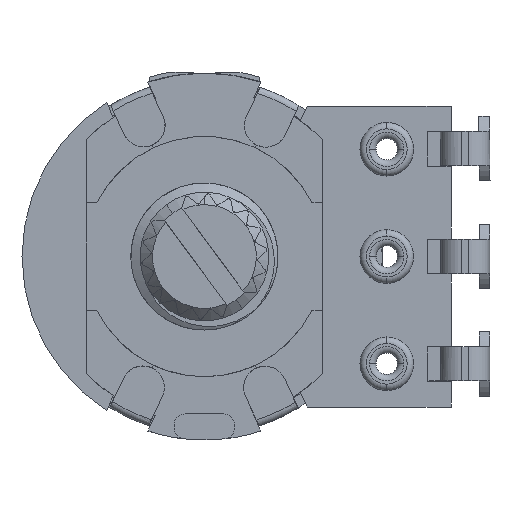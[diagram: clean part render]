
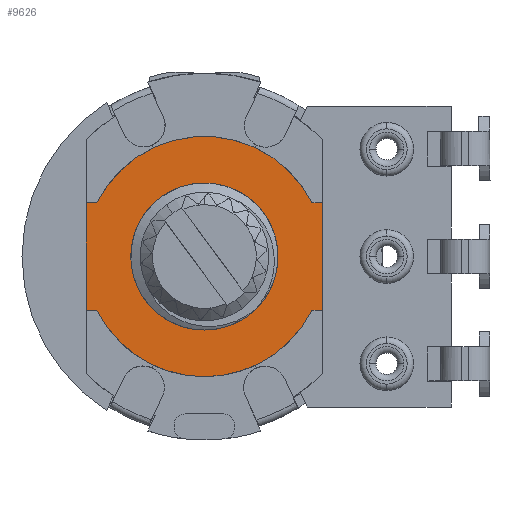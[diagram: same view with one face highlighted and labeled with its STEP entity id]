
A CAD part, front view. The second image highlights one B-rep face of the part: STEP entity #9626.
In plain terms, the highlighted planar face has unit normal (0, -1, 0).
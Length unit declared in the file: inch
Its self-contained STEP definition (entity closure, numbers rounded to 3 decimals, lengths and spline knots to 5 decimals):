
#58 = CARTESIAN_POINT ( 'NONE',  ( 0.21654, 0.34722, -0.33681 ) ) ;
#126 = DIRECTION ( 'NONE',  ( 0., -1., 0. ) ) ;
#776 = DIRECTION ( 'NONE',  ( 1., 0., 0. ) ) ;
#1337 = DIRECTION ( 'NONE',  ( 0., -1., 0. ) ) ;
#1402 = EDGE_CURVE ( 'NONE', #6034, #6398, #10085, .T. ) ;
#1420 = AXIS2_PLACEMENT_3D ( 'NONE', #7698, #126, #11395 ) ;
#1557 = EDGE_LOOP ( 'NONE', ( #14885, #15198, #7326, #9343, #6071, #5639, #13091, #2992, #7782 ) ) ;
#1874 = VERTEX_POINT ( 'NONE', #11699 ) ;
#1936 = CARTESIAN_POINT ( 'NONE',  ( 0.43307, 0.34722, -0.23838 ) ) ;
#2028 = AXIS2_PLACEMENT_3D ( 'NONE', #7476, #11327, #2468 ) ;
#2362 = EDGE_CURVE ( 'NONE', #9530, #10959, #13899, .T. ) ;
#2468 = DIRECTION ( 'NONE',  ( -0.895, 0., -0.446 ) ) ;
#2486 = LINE ( 'NONE', #9428, #11126 ) ;
#2535 = CIRCLE ( 'NONE', #1420, 0.22047 ) ;
#2671 = EDGE_CURVE ( 'NONE', #6034, #11574, #2486, .T. ) ;
#2689 = CARTESIAN_POINT ( 'NONE',  ( 0.21654, 0.34722, -0.55728 ) ) ;
#2776 = DIRECTION ( 'NONE',  ( -0.895, 0., -0.446 ) ) ;
#2822 = EDGE_CURVE ( 'NONE', #6398, #1874, #6993, .T. ) ;
#2853 = CARTESIAN_POINT ( 'NONE',  ( 0., 0.34722, -0.23838 ) ) ;
#2991 = VECTOR ( 'NONE', #6653, 39.37008 ) ;
#2992 = ORIENTED_EDGE ( 'NONE', *, *, #12188, .T. ) ;
#3151 = DIRECTION ( 'NONE',  ( 1., 0., 0. ) ) ;
#3301 = FACE_OUTER_BOUND ( 'NONE', #1557, .T. ) ;
#3406 = DIRECTION ( 'NONE',  ( 0., 1., 0. ) ) ;
#3815 = CARTESIAN_POINT ( 'NONE',  ( 0.21654, 0.34722, -0.33681 ) ) ;
#3825 = VERTEX_POINT ( 'NONE', #5510 ) ;
#3829 = VECTOR ( 'NONE', #4277, 39.37008 ) ;
#4277 = DIRECTION ( 'NONE',  ( -1., 0., 0. ) ) ;
#4511 = EDGE_CURVE ( 'NONE', #13962, #3825, #6792, .T. ) ;
#4585 = CARTESIAN_POINT ( 'NONE',  ( 0.43307, 0.34722, -0.43523 ) ) ;
#4943 = CIRCLE ( 'NONE', #7683, 0.22047 ) ;
#5270 = FACE_BOUND ( 'NONE', #7593, .T. ) ;
#5510 = CARTESIAN_POINT ( 'NONE',  ( 0.21654, 0.34722, -0.47165 ) ) ;
#5639 = ORIENTED_EDGE ( 'NONE', *, *, #10127, .T. ) ;
#5691 = EDGE_CURVE ( 'NONE', #13787, #13502, #4943, .T. ) ;
#5799 = VECTOR ( 'NONE', #776, 39.37008 ) ;
#5888 = CARTESIAN_POINT ( 'NONE',  ( 0.21654, 0.34722, -0.33681 ) ) ;
#6034 = VERTEX_POINT ( 'NONE', #15477 ) ;
#6071 = ORIENTED_EDGE ( 'NONE', *, *, #16172, .F. ) ;
#6398 = VERTEX_POINT ( 'NONE', #15792 ) ;
#6653 = DIRECTION ( 'NONE',  ( 0., 0., -1. ) ) ;
#6696 = CARTESIAN_POINT ( 'NONE',  ( 0.43307, 0.34722, -0.43523 ) ) ;
#6758 = LINE ( 'NONE', #6696, #8751 ) ;
#6792 = CIRCLE ( 'NONE', #8302, 0.13484 ) ;
#6993 = LINE ( 'NONE', #7152, #5799 ) ;
#7152 = CARTESIAN_POINT ( 'NONE',  ( 0., 0.34722, -0.43523 ) ) ;
#7326 = ORIENTED_EDGE ( 'NONE', *, *, #8869, .T. ) ;
#7404 = CARTESIAN_POINT ( 'NONE',  ( 0.21654, 0.34722, -0.20197 ) ) ;
#7476 = CARTESIAN_POINT ( 'NONE',  ( 0.21654, 0.34722, -0.33681 ) ) ;
#7593 = EDGE_LOOP ( 'NONE', ( #8084, #12191 ) ) ;
#7674 = CARTESIAN_POINT ( 'NONE',  ( 0.01925, 0.34722, -0.23838 ) ) ;
#7683 = AXIS2_PLACEMENT_3D ( 'NONE', #12741, #10309, #2776 ) ;
#7698 = CARTESIAN_POINT ( 'NONE',  ( 0.21654, 0.34722, -0.33681 ) ) ;
#7782 = ORIENTED_EDGE ( 'NONE', *, *, #2671, .F. ) ;
#8084 = ORIENTED_EDGE ( 'NONE', *, *, #10394, .F. ) ;
#8090 = CARTESIAN_POINT ( 'NONE',  ( 0.41382, 0.34722, -0.43523 ) ) ;
#8284 = DIRECTION ( 'NONE',  ( 1., 0., 0. ) ) ;
#8302 = AXIS2_PLACEMENT_3D ( 'NONE', #3815, #15397, #13915 ) ;
#8751 = VECTOR ( 'NONE', #15354, 39.37008 ) ;
#8869 = EDGE_CURVE ( 'NONE', #1874, #13787, #10226, .T. ) ;
#9343 = ORIENTED_EDGE ( 'NONE', *, *, #5691, .T. ) ;
#9428 = CARTESIAN_POINT ( 'NONE',  ( 0., 0.34722, -0.23838 ) ) ;
#9530 = VERTEX_POINT ( 'NONE', #1936 ) ;
#9571 = DIRECTION ( 'NONE',  ( 0., 0., 1. ) ) ;
#9626 = ADVANCED_FACE ( 'NONE', ( #3301, #5270 ), #13429, .F. ) ;
#10085 = LINE ( 'NONE', #2853, #2991 ) ;
#10127 = EDGE_CURVE ( 'NONE', #10332, #9530, #14723, .T. ) ;
#10181 = CIRCLE ( 'NONE', #13003, 0.13484 ) ;
#10226 = CIRCLE ( 'NONE', #2028, 0.22047 ) ;
#10309 = DIRECTION ( 'NONE',  ( 0., -1., 0. ) ) ;
#10332 = VERTEX_POINT ( 'NONE', #14841 ) ;
#10394 = EDGE_CURVE ( 'NONE', #3825, #13962, #10181, .T. ) ;
#10959 = VERTEX_POINT ( 'NONE', #11948 ) ;
#11126 = VECTOR ( 'NONE', #3151, 39.37008 ) ;
#11327 = DIRECTION ( 'NONE',  ( 0., -1., 0. ) ) ;
#11384 = VECTOR ( 'NONE', #9571, 39.37008 ) ;
#11395 = DIRECTION ( 'NONE',  ( 0.895, 0., 0.446 ) ) ;
#11574 = VERTEX_POINT ( 'NONE', #7674 ) ;
#11699 = CARTESIAN_POINT ( 'NONE',  ( 0.01925, 0.34722, -0.43523 ) ) ;
#11948 = CARTESIAN_POINT ( 'NONE',  ( 0.41382, 0.34722, -0.23838 ) ) ;
#11957 = CARTESIAN_POINT ( 'NONE',  ( 0.43307, 0.34722, -0.23838 ) ) ;
#12188 = EDGE_CURVE ( 'NONE', #10959, #11574, #2535, .T. ) ;
#12191 = ORIENTED_EDGE ( 'NONE', *, *, #4511, .F. ) ;
#12741 = CARTESIAN_POINT ( 'NONE',  ( 0.21654, 0.34722, -0.33681 ) ) ;
#13003 = AXIS2_PLACEMENT_3D ( 'NONE', #58, #1337, #13850 ) ;
#13091 = ORIENTED_EDGE ( 'NONE', *, *, #2362, .T. ) ;
#13429 = PLANE ( 'NONE',  #15632 ) ;
#13502 = VERTEX_POINT ( 'NONE', #8090 ) ;
#13787 = VERTEX_POINT ( 'NONE', #2689 ) ;
#13850 = DIRECTION ( 'NONE',  ( 0., 0., -1. ) ) ;
#13899 = LINE ( 'NONE', #11957, #3829 ) ;
#13915 = DIRECTION ( 'NONE',  ( 0., 0., 1. ) ) ;
#13962 = VERTEX_POINT ( 'NONE', #7404 ) ;
#14723 = LINE ( 'NONE', #4585, #11384 ) ;
#14841 = CARTESIAN_POINT ( 'NONE',  ( 0.43307, 0.34722, -0.43523 ) ) ;
#14885 = ORIENTED_EDGE ( 'NONE', *, *, #1402, .T. ) ;
#15198 = ORIENTED_EDGE ( 'NONE', *, *, #2822, .T. ) ;
#15354 = DIRECTION ( 'NONE',  ( -1., 0., 0. ) ) ;
#15397 = DIRECTION ( 'NONE',  ( 0., -1., 0. ) ) ;
#15477 = CARTESIAN_POINT ( 'NONE',  ( 0., 0.34722, -0.23838 ) ) ;
#15632 = AXIS2_PLACEMENT_3D ( 'NONE', #5888, #3406, #8284 ) ;
#15792 = CARTESIAN_POINT ( 'NONE',  ( 0., 0.34722, -0.43523 ) ) ;
#16172 = EDGE_CURVE ( 'NONE', #10332, #13502, #6758, .T. ) ;
